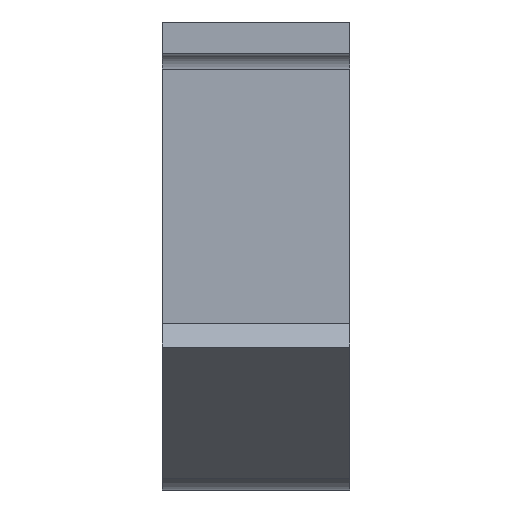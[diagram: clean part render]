
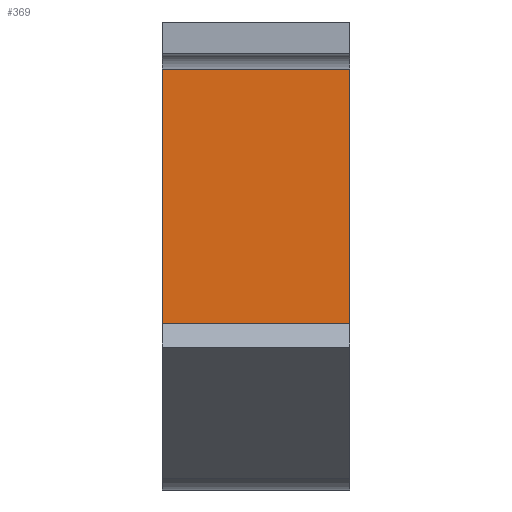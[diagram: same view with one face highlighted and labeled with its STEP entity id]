
A CAD part, top view. The second image highlights one B-rep face of the part: STEP entity #369.
In plain terms, the highlighted planar face has unit normal (0, 0, 1).
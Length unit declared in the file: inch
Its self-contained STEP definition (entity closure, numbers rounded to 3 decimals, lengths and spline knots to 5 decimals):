
#48=FACE_OUTER_BOUND('',#68,.T.);
#68=EDGE_LOOP('',(#301,#302,#303,#304));
#93=LINE('',#582,#130);
#108=LINE('',#625,#145);
#110=LINE('',#632,#147);
#111=LINE('',#633,#148);
#130=VECTOR('',#464,3.);
#145=VECTOR('',#503,3.);
#147=VECTOR('',#513,1.5);
#148=VECTOR('',#514,1.5);
#169=VERTEX_POINT('',#579);
#170=VERTEX_POINT('',#581);
#185=VERTEX_POINT('',#622);
#186=VERTEX_POINT('',#624);
#207=EDGE_CURVE('',#169,#170,#93,.T.);
#229=EDGE_CURVE('',#186,#185,#108,.T.);
#234=EDGE_CURVE('',#185,#170,#110,.F.);
#235=EDGE_CURVE('',#169,#186,#111,.T.);
#301=ORIENTED_EDGE('',*,*,#229,.T.);
#302=ORIENTED_EDGE('',*,*,#234,.T.);
#303=ORIENTED_EDGE('',*,*,#207,.F.);
#304=ORIENTED_EDGE('',*,*,#235,.T.);
#357=PLANE('',#422);
#369=ADVANCED_FACE('',(#48),#357,.F.);
#422=AXIS2_PLACEMENT_3D('',#631,#511,#512);
#464=DIRECTION('',(0.,-1.,0.));
#503=DIRECTION('',(0.,-1.,0.));
#511=DIRECTION('center_axis',(0.,0.,-1.));
#512=DIRECTION('ref_axis',(-1.,0.,0.));
#513=DIRECTION('',(-1.,0.,0.));
#514=DIRECTION('',(-1.,0.,0.));
#579=CARTESIAN_POINT('',(0.75,3.125,0.));
#581=CARTESIAN_POINT('',(0.75,0.125,0.));
#582=CARTESIAN_POINT('',(0.75,3.125,0.));
#622=CARTESIAN_POINT('',(-0.75,0.125,0.));
#624=CARTESIAN_POINT('',(-0.75,3.125,0.));
#625=CARTESIAN_POINT('',(-0.75,3.125,0.));
#631=CARTESIAN_POINT('Origin',(0.75,3.25,0.));
#632=CARTESIAN_POINT('',(0.75,0.125,0.));
#633=CARTESIAN_POINT('',(0.75,3.125,0.));
